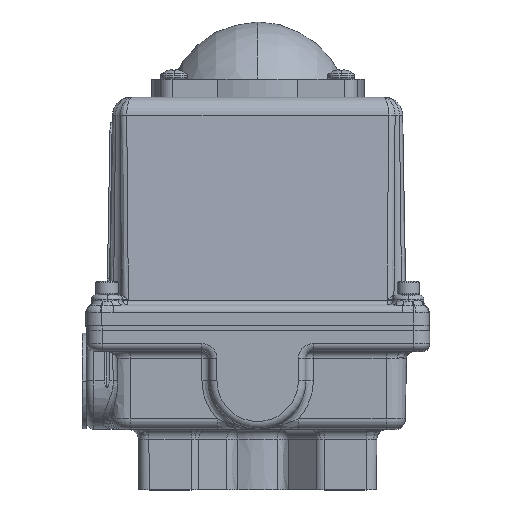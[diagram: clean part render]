
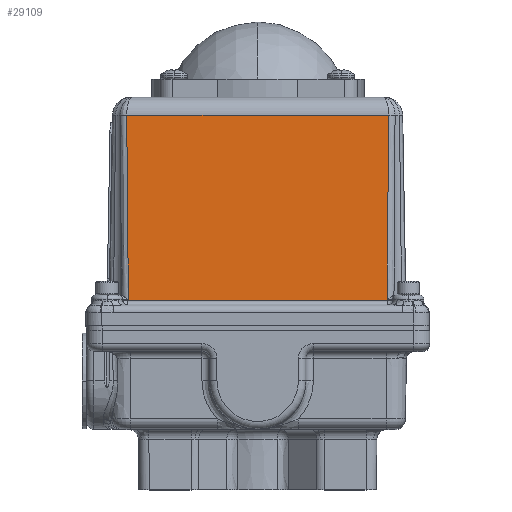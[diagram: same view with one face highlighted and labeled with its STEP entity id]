
A CAD part, top view. The second image highlights one B-rep face of the part: STEP entity #29109.
In plain terms, the highlighted planar face has unit normal (0, 0.018, 1).
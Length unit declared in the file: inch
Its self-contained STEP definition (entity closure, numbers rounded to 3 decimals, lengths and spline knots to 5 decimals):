
#136 = CARTESIAN_POINT ( 'NONE',  ( 1.57653, 2.58757, 2.07178 ) ) ;
#216 =( BOUNDED_CURVE ( )  B_SPLINE_CURVE ( 3, ( #2972, #20626, #17853, #136 ),
 .UNSPECIFIED., .F., .T. ) 
 B_SPLINE_CURVE_WITH_KNOTS ( ( 4, 4 ),
 ( 5.10578, 5.26308 ),
 .UNSPECIFIED. ) 
 CURVE ( )  GEOMETRIC_REPRESENTATION_ITEM ( )  RATIONAL_B_SPLINE_CURVE ( ( 1., 0.998, 0.998, 1. ) ) 
 REPRESENTATION_ITEM ( '' )  );
#356 = ORIENTED_EDGE ( 'NONE', *, *, #8798, .T. ) ;
#598 = CARTESIAN_POINT ( 'NONE',  ( 1.789, 0.36259, 2.11061 ) ) ;
#728 = VERTEX_POINT ( 'NONE', #916 ) ;
#916 = CARTESIAN_POINT ( 'NONE',  ( -1.5557, 0.36259, 2.11061 ) ) ;
#1070 = CARTESIAN_POINT ( 'NONE',  ( 1.57653, 2.5898, 2.07174 ) ) ;
#1112 = FACE_OUTER_BOUND ( 'NONE', #26582, .T. ) ;
#1691 = CARTESIAN_POINT ( 'NONE',  ( -1.56429, 0.35313, 2.11078 ) ) ;
#2972 = CARTESIAN_POINT ( 'NONE',  ( 1.5567, 0.36259, 2.11061 ) ) ;
#3093 = ORIENTED_EDGE ( 'NONE', *, *, #34603, .T. ) ;
#3538 = CARTESIAN_POINT ( 'NONE',  ( -1.5557, 0.36259, 2.11061 ) ) ;
#3689 = DIRECTION ( 'NONE',  ( -1., 0., 0. ) ) ;
#3750 = CARTESIAN_POINT ( 'NONE',  ( 1.789, 0.054, 2.116 ) ) ;
#3949 = DIRECTION ( 'NONE',  ( -1., 0., 0. ) ) ;
#5115 = LINE ( 'NONE', #21321, #27700 ) ;
#5776 = CARTESIAN_POINT ( 'NONE',  ( -1.57553, 2.58832, 2.07176 ) ) ;
#6257 = VERTEX_POINT ( 'NONE', #35007 ) ;
#6698 = DIRECTION ( 'NONE',  ( 0., 0.017, 1. ) ) ;
#7497 = CARTESIAN_POINT ( 'NONE',  ( -1.57651, 0.36259, 2.11061 ) ) ;
#8062 = CARTESIAN_POINT ( 'NONE',  ( -1.57553, 2.5898, 2.07174 ) ) ;
#8767 = CARTESIAN_POINT ( 'NONE',  ( -1.57553, 2.58757, 2.07178 ) ) ;
#8798 = EDGE_CURVE ( 'NONE', #10018, #11844, #24270, .T. ) ;
#9620 = EDGE_CURVE ( 'NONE', #11844, #728, #9741, .T. ) ;
#9741 =( BOUNDED_CURVE ( )  B_SPLINE_CURVE ( 3, ( #23995, #12332, #21171, #3538 ),
 .UNSPECIFIED., .F., .F. ) 
 B_SPLINE_CURVE_WITH_KNOTS ( ( 4, 4 ),
 ( 1.0201, 1.1774 ),
 .UNSPECIFIED. ) 
 CURVE ( )  GEOMETRIC_REPRESENTATION_ITEM ( )  RATIONAL_B_SPLINE_CURVE ( ( 1., 0.998, 0.998, 1. ) ) 
 REPRESENTATION_ITEM ( '' )  );
#9798 = CARTESIAN_POINT ( 'NONE',  ( 1.56809, 0.35313, 2.11078 ) ) ;
#9919 = CARTESIAN_POINT ( 'NONE',  ( 1.57524, 0.35746, 2.1107 ) ) ;
#10018 = VERTEX_POINT ( 'NONE', #8062 ) ;
#10108 = CARTESIAN_POINT ( 'NONE',  ( 1.57751, 0.36259, 2.11061 ) ) ;
#10785 = ORIENTED_EDGE ( 'NONE', *, *, #36991, .T. ) ;
#11369 = VERTEX_POINT ( 'NONE', #25642 ) ;
#11844 = VERTEX_POINT ( 'NONE', #13112 ) ;
#12150 = ORIENTED_EDGE ( 'NONE', *, *, #24869, .T. ) ;
#12296 = VERTEX_POINT ( 'NONE', #10108 ) ;
#12332 = CARTESIAN_POINT ( 'NONE',  ( -1.5679, 1.87649, 2.08419 ) ) ;
#12886 = CARTESIAN_POINT ( 'NONE',  ( 1.57751, 0.36259, 2.11061 ) ) ;
#12946 = VECTOR ( 'NONE', #29177, 39.37008 ) ;
#13112 = CARTESIAN_POINT ( 'NONE',  ( -1.57553, 2.58757, 2.07178 ) ) ;
#13348 = ORIENTED_EDGE ( 'NONE', *, *, #9620, .T. ) ;
#13921 = CARTESIAN_POINT ( 'NONE',  ( 1.57653, 2.58906, 2.07175 ) ) ;
#15573 = VECTOR ( 'NONE', #37596, 39.37008 ) ;
#16441 = CARTESIAN_POINT ( 'NONE',  ( -1.57425, 0.35747, 2.1107 ) ) ;
#16840 = ORIENTED_EDGE ( 'NONE', *, *, #24152, .T. ) ;
#17314 = CARTESIAN_POINT ( 'NONE',  ( -1.57553, 2.58906, 2.07175 ) ) ;
#17853 = CARTESIAN_POINT ( 'NONE',  ( 1.5689, 1.87649, 2.08419 ) ) ;
#18310 = VERTEX_POINT ( 'NONE', #18516 ) ;
#18516 = CARTESIAN_POINT ( 'NONE',  ( -1.56429, 0.35313, 2.11078 ) ) ;
#19382 = CARTESIAN_POINT ( 'NONE',  ( -1.56709, 0.35313, 2.11078 ) ) ;
#20480 = CARTESIAN_POINT ( 'NONE',  ( -1.57553, 2.5898, 2.07174 ) ) ;
#20626 = CARTESIAN_POINT ( 'NONE',  ( 1.56228, 1.1333, 2.09716 ) ) ;
#21171 = CARTESIAN_POINT ( 'NONE',  ( -1.56128, 1.1333, 2.09716 ) ) ;
#21321 = CARTESIAN_POINT ( 'NONE',  ( -1.57789, 2.5898, 2.07174 ) ) ;
#21377 = PLANE ( 'NONE',  #27058 ) ;
#21588 = CARTESIAN_POINT ( 'NONE',  ( 1.56529, 0.35313, 2.11078 ) ) ;
#22457 = EDGE_CURVE ( 'NONE', #6257, #22821, #216, .T. ) ;
#22492 = CARTESIAN_POINT ( 'NONE',  ( 1.57653, 2.58832, 2.07176 ) ) ;
#22738 = CARTESIAN_POINT ( 'NONE',  ( 1.57653, 2.58757, 2.07178 ) ) ;
#22821 = VERTEX_POINT ( 'NONE', #22738 ) ;
#23232 = B_SPLINE_CURVE_WITH_KNOTS ( 'NONE', 3,
 ( #28331, #22492, #13921, #34486 ),
 .UNSPECIFIED., .F., .F.,
 ( 4, 4 ),
 ( 0., 0.00006 ),
 .UNSPECIFIED. ) ;
#23995 = CARTESIAN_POINT ( 'NONE',  ( -1.57553, 2.58757, 2.07178 ) ) ;
#24152 = EDGE_CURVE ( 'NONE', #12296, #6257, #35864, .T. ) ;
#24270 = B_SPLINE_CURVE_WITH_KNOTS ( 'NONE', 3,
 ( #20480, #17314, #5776, #8767 ),
 .UNSPECIFIED., .F., .F.,
 ( 4, 4 ),
 ( 0., 0.00006 ),
 .UNSPECIFIED. ) ;
#24701 = VERTEX_POINT ( 'NONE', #1070 ) ;
#24869 = EDGE_CURVE ( 'NONE', #28392, #18310, #29333, .T. ) ;
#25229 = ORIENTED_EDGE ( 'NONE', *, *, #30951, .T. ) ;
#25642 = CARTESIAN_POINT ( 'NONE',  ( 1.56529, 0.35313, 2.11078 ) ) ;
#26220 = CARTESIAN_POINT ( 'NONE',  ( 1.56347, 0.35313, 2.11078 ) ) ;
#26582 = EDGE_LOOP ( 'NONE', ( #29131, #12150, #10785, #32908, #16840, #37162, #3093, #25229, #356, #13348 ) ) ;
#26700 = LINE ( 'NONE', #26220, #12946 ) ;
#27058 = AXIS2_PLACEMENT_3D ( 'NONE', #3750, #6698, #27316 ) ;
#27316 = DIRECTION ( 'NONE',  ( 0., 1., -0.017 ) ) ;
#27523 = CARTESIAN_POINT ( 'NONE',  ( 1.57082, 0.35405, 2.11076 ) ) ;
#27700 = VECTOR ( 'NONE', #3689, 39.37008 ) ;
#28041 = VECTOR ( 'NONE', #3949, 39.37008 ) ;
#28113 = CARTESIAN_POINT ( 'NONE',  ( -1.57583, 0.35987, 2.11066 ) ) ;
#28331 = CARTESIAN_POINT ( 'NONE',  ( 1.57653, 2.58757, 2.07178 ) ) ;
#28392 = VERTEX_POINT ( 'NONE', #31763 ) ;
#29109 = ADVANCED_FACE ( 'NONE', ( #1112 ), #21377, .T. ) ;
#29131 = ORIENTED_EDGE ( 'NONE', *, *, #32491, .T. ) ;
#29177 = DIRECTION ( 'NONE',  ( 1., 0., 0. ) ) ;
#29333 = B_SPLINE_CURVE_WITH_KNOTS ( 'NONE', 3,
 ( #7497, #28113, #16441, #36963, #19382, #1691 ),
 .UNSPECIFIED., .F., .F.,
 ( 4, 2, 4 ),
 ( 0., 0.00021, 0.00042 ),
 .UNSPECIFIED. ) ;
#30479 = CARTESIAN_POINT ( 'NONE',  ( 1.57683, 0.35987, 2.11066 ) ) ;
#30836 = B_SPLINE_CURVE_WITH_KNOTS ( 'NONE', 3,
 ( #21588, #9798, #27523, #9919, #30479, #12886 ),
 .UNSPECIFIED., .F., .F.,
 ( 4, 2, 4 ),
 ( 0., 0.00021, 0.00042 ),
 .UNSPECIFIED. ) ;
#30951 = EDGE_CURVE ( 'NONE', #24701, #10018, #5115, .T. ) ;
#31763 = CARTESIAN_POINT ( 'NONE',  ( -1.57651, 0.36259, 2.11061 ) ) ;
#32122 = LINE ( 'NONE', #34644, #15573 ) ;
#32491 = EDGE_CURVE ( 'NONE', #728, #28392, #32122, .T. ) ;
#32908 = ORIENTED_EDGE ( 'NONE', *, *, #33353, .T. ) ;
#33353 = EDGE_CURVE ( 'NONE', #11369, #12296, #30836, .T. ) ;
#34486 = CARTESIAN_POINT ( 'NONE',  ( 1.57653, 2.5898, 2.07174 ) ) ;
#34603 = EDGE_CURVE ( 'NONE', #22821, #24701, #23232, .T. ) ;
#34644 = CARTESIAN_POINT ( 'NONE',  ( 1.789, 0.36259, 2.11061 ) ) ;
#35007 = CARTESIAN_POINT ( 'NONE',  ( 1.5567, 0.36259, 2.11061 ) ) ;
#35864 = LINE ( 'NONE', #598, #28041 ) ;
#36963 = CARTESIAN_POINT ( 'NONE',  ( -1.56982, 0.35405, 2.11076 ) ) ;
#36991 = EDGE_CURVE ( 'NONE', #18310, #11369, #26700, .T. ) ;
#37162 = ORIENTED_EDGE ( 'NONE', *, *, #22457, .T. ) ;
#37596 = DIRECTION ( 'NONE',  ( -1., 0., 0. ) ) ;
